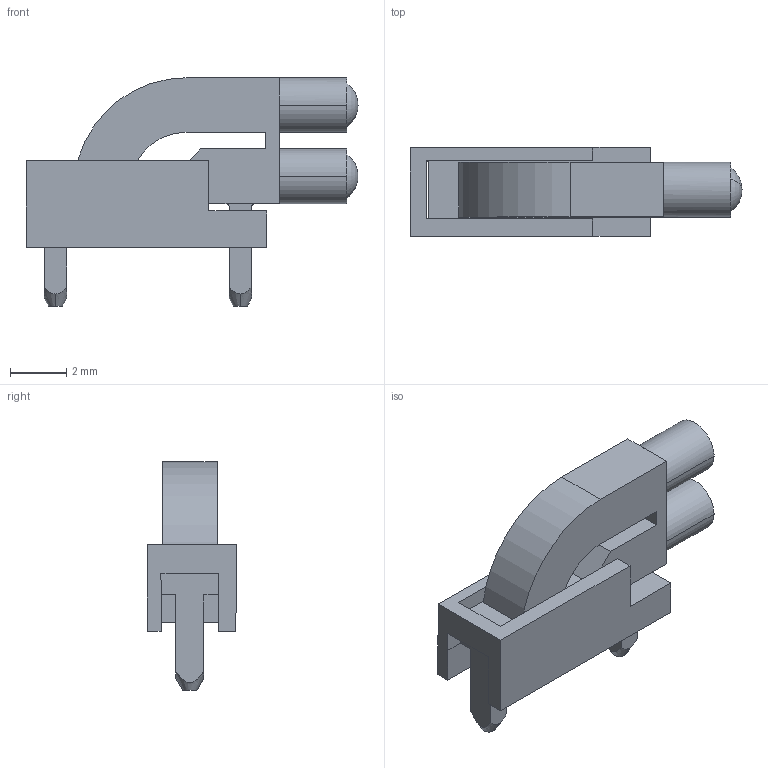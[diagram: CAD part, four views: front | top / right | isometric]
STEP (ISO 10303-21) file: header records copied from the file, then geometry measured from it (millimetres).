
FILE_DESCRIPTION(('FreeCAD Model'),'2;1');
FILE_NAME('HS_LC-H-D2_R2XC1-2.54_H.Select_00821945.step','2017-08-17T08:12:41',( 'kicad StepUp'),('ksu MCAD'),'Open CASCADE STEP processor 7.1', 'FreeCAD','Unknown');
FILE_SCHEMA(('AUTOMOTIVE_DESIGN_CC2 { 1 2 10303 214 -1 1 5 4 }'));
Length unit declared in the file: millimetre
Products named in the file (1): HS_LC-H-D2_R2XC1-2.54_H.Select_00821945
Bounding box: 11.85 x 3.18 x 8.15 mm (x, y, z)
Volume: 105.9 mm3; surface area: 279 mm2
Topology: 1 solids, 1 shells, 76 faces, 217 edges, 139 vertices
Faces by surface type: plane 58, cylinder 10, sphere 4, cone 4
Entity records: 2593 total; most frequent: CARTESIAN_POINT 602, ORIENTED_EDGE 426, DIRECTION 384, EDGE_CURVE 213, LINE 166, VECTOR 166, VERTEX_POINT 139, AXIS2_PLACEMENT_3D 109
